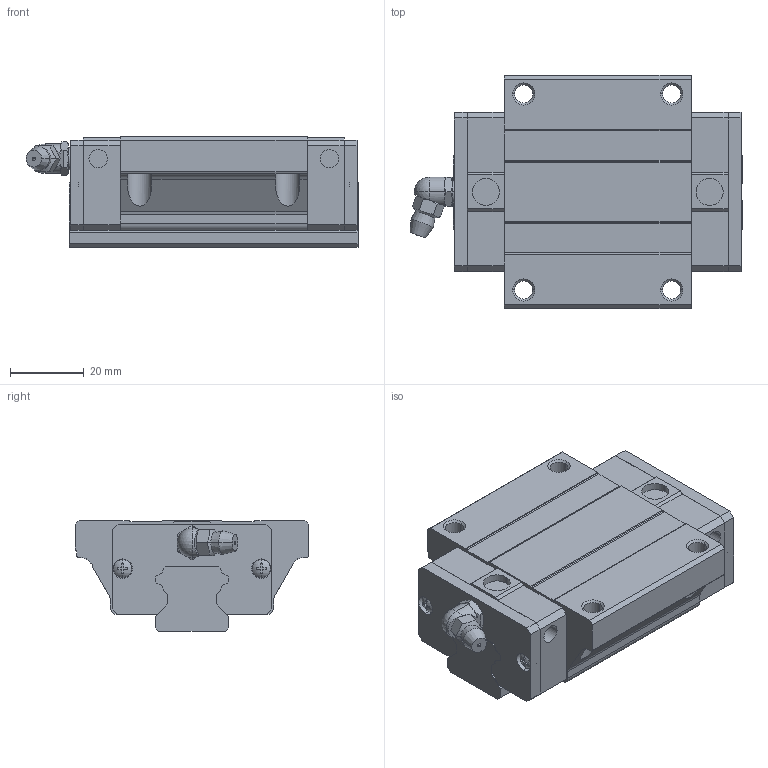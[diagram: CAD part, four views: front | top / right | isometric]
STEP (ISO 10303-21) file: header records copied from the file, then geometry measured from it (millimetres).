
FILE_DESCRIPTION(('starvars output'),'2;1');
FILE_NAME('cv20241112091506000034725.stp','09:15:07 2024/11/12',( 'Thomas Industrial Network Germany GmbH'),( 'Thomas Industrial Network Germany GmbH'),'unknown preprocess','ACIS' ,'unknown authorization');
FILE_SCHEMA(('AUTOMOTIVE_DESIGN_CC2 {UNKNOWN IMPLEMENTATION LEVEL}'));
Length unit declared in the file: millimetre
Products named in the file (11): PRODUCT_ID_1; PRODUCT_ID_2; PRODUCT_ID_3; PRODUCT_ID_4; PRODUCT_ID_5; PRODUCT_ID_6; PRODUCT_ID_7; PRODUCT_ID_8; PRODUCT_ID_9; PRODUCT_ID_10; PRODUCT_ID_11
Bounding box: 89.75 x 63 x 30 mm (x, y, z)
Volume: 102435.1 mm3; surface area: 32449.8 mm2
Topology: 11 solids, 11 shells, 433 faces, 1135 edges, 734 vertices
Faces by surface type: plane 278, cylinder 87, cone 56, sphere 12
Entity records: 16458 total; most frequent: ORIENTED_EDGE 2262, CARTESIAN_POINT 2138, DIRECTION 1825, EDGE_CURVE 1131, VERTEX_POINT 734, VECTOR 731, LINE 731, AXIS2_PLACEMENT_3D 547
